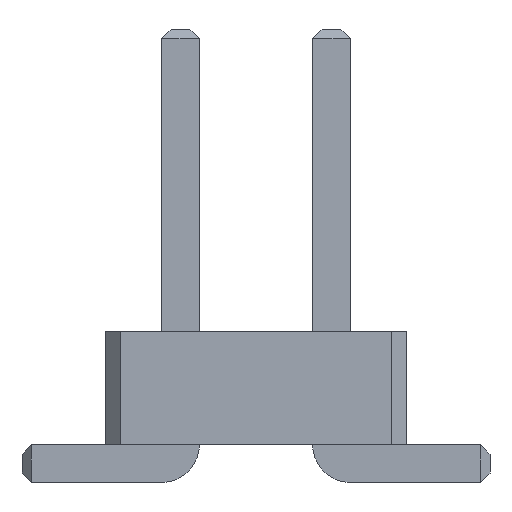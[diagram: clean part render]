
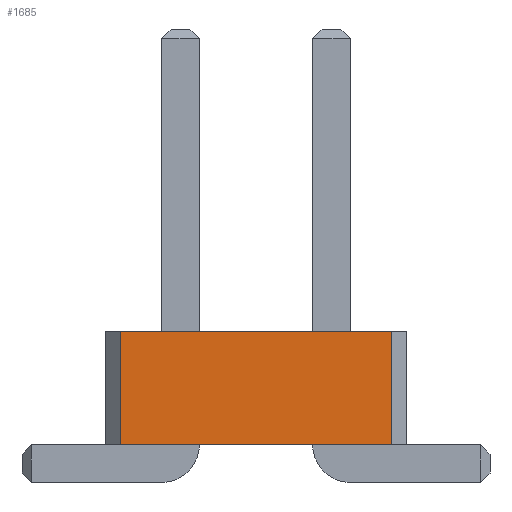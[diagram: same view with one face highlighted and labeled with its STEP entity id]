
A CAD part, front view. The second image highlights one B-rep face of the part: STEP entity #1685.
In plain terms, the highlighted planar face has unit normal (0, -1, 0).
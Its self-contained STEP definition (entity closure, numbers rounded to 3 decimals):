
#13=DIRECTION('',(0.,0.,1.));
#27=VECTOR('',#13,1.);
#67=DIRECTION('',(1.,0.,0.));
#1672=VERTEX_POINT('',#1673);
#1673=CARTESIAN_POINT('',(-1.8,-29.,2.));
#1676=EDGE_CURVE('',#1677,#1672,#1679,.T.);
#1677=VERTEX_POINT('',#1678);
#1678=CARTESIAN_POINT('',(-1.8,-29.,0.5));
#1679=LINE('',#1678,#27);
#1685=ADVANCED_FACE('',(#1686),#1703,.F.);
#1686=FACE_BOUND('',#1687,.F.);
#1687=EDGE_LOOP('',(#1688,#1689,#1695,#1700));
#1688=ORIENTED_EDGE('',*,*,#1676,.T.);
#1689=ORIENTED_EDGE('',*,*,#1690,.T.);
#1690=EDGE_CURVE('',#1672,#1691,#1693,.T.);
#1691=VERTEX_POINT('',#1692);
#1692=CARTESIAN_POINT('',(1.8,-29.,2.));
#1693=LINE('',#1673,#1694);
#1694=VECTOR('',#67,1.);
#1695=ORIENTED_EDGE('',*,*,#1696,.F.);
#1696=EDGE_CURVE('',#1697,#1691,#1699,.T.);
#1697=VERTEX_POINT('',#1698);
#1698=CARTESIAN_POINT('',(1.8,-29.,0.5));
#1699=LINE('',#1698,#27);
#1700=ORIENTED_EDGE('',*,*,#1701,.F.);
#1701=EDGE_CURVE('',#1677,#1697,#1702,.T.);
#1702=LINE('',#1678,#1694);
#1703=PLANE('',#1704);
#1704=AXIS2_PLACEMENT_3D('',#1678,#1705,#67);
#1705=DIRECTION('',(0.,1.,0.));
